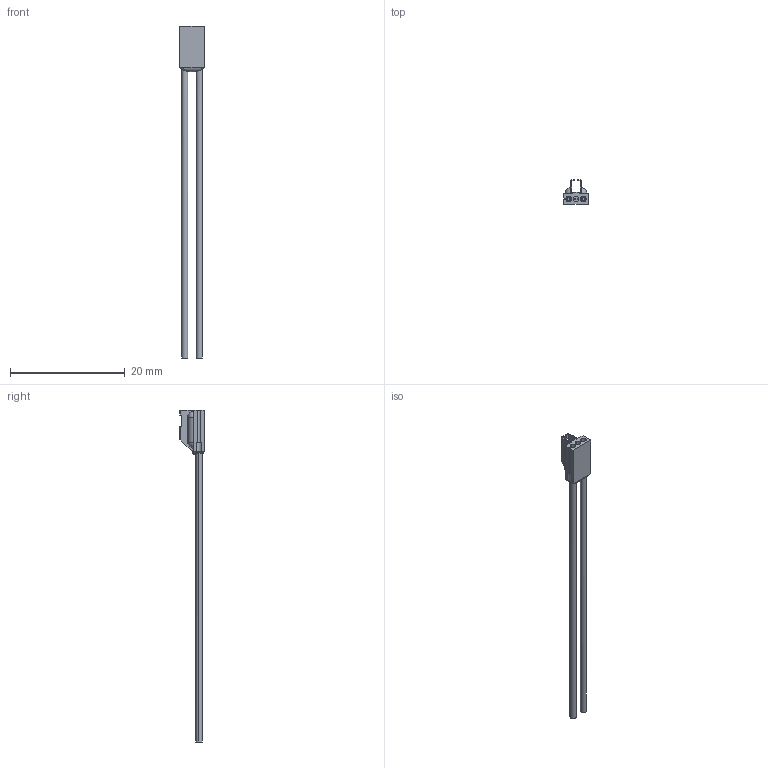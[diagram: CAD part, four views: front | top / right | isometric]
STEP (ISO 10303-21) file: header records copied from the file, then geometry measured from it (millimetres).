
FILE_DESCRIPTION (( 'STEP AP214' ), '1' );
FILE_NAME ('A24000-002 REV E.STEP', '2021-02-26T14:21:04', ( '' ), ( '' ), 'SwSTEP 2.0', 'SolidWorks 2019', '' );
FILE_SCHEMA (( 'AUTOMOTIVE_DESIGN' ));
Length unit declared in the file: inch
Products named in the file (1): A24000-002 REV E
Bounding box: 4.32 x 4.34 x 57.94 mm (x, y, z)
Volume: 157.7 mm3; surface area: 607 mm2
Topology: 1 solids, 1 shells, 166 faces, 437 edges, 263 vertices
Faces by surface type: plane 96, cylinder 58, bspline 8, sphere 4
Entity records: 7451 total; most frequent: CARTESIAN_POINT 1243, ORIENTED_EDGE 858, DIRECTION 809, EDGE_CURVE 429, AXIS2_PLACEMENT_3D 275, VERTEX_POINT 263, LINE 259, VECTOR 259
